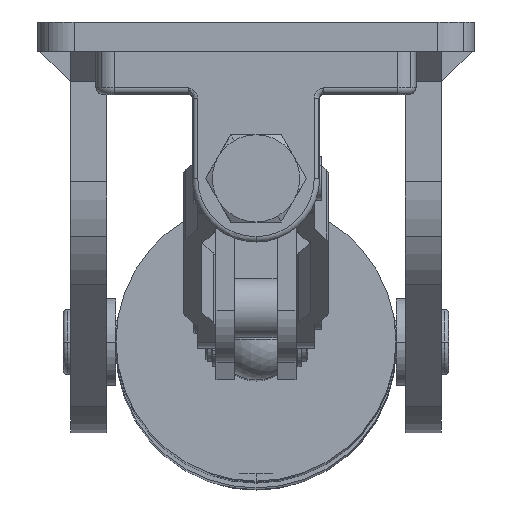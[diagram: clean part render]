
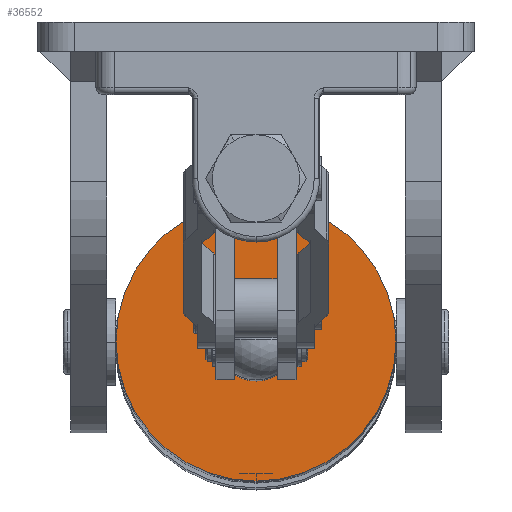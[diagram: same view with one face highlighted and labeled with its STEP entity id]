
A CAD part, left-side view. The second image highlights one B-rep face of the part: STEP entity #36552.
In plain terms, the highlighted face is planar.
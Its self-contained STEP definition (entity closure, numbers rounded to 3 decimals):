
#35035=CARTESIAN_POINT('',(-15.834,31.753,0.0));
#35036=VERTEX_POINT('',#35035);
#35045=CARTESIAN_POINT('',(-15.834,-45.247,0.));
#35046=VERTEX_POINT('',#35045);
#35047=CARTESIAN_POINT('',(-15.834,-6.747,0.0));
#35048=DIRECTION('',(1.0,0.0,0.0));
#35049=DIRECTION('',(0.0,1.0,0.0));
#35050=AXIS2_PLACEMENT_3D('',#35047,#35048,#35049);
#35051=CIRCLE('',#35050,38.5);
#35052=EDGE_CURVE('',#35036,#35046,#35051,.T.);
#35217=CARTESIAN_POINT('',(-15.834,4.253,0.0));
#35218=VERTEX_POINT('',#35217);
#35260=CARTESIAN_POINT('',(-15.834,-17.747,0.));
#35261=VERTEX_POINT('',#35260);
#35268=CARTESIAN_POINT('',(-15.834,-6.747,0.0));
#35269=DIRECTION('',(1.0,0.0,0.0));
#35270=DIRECTION('',(0.0,1.0,0.0));
#35271=AXIS2_PLACEMENT_3D('',#35268,#35269,#35270);
#35272=CIRCLE('',#35271,11.0);
#35273=EDGE_CURVE('',#35218,#35261,#35272,.T.);
#36498=CARTESIAN_POINT('',(-15.834,-6.747,0.0));
#36499=DIRECTION('',(1.0,0.0,0.0));
#36500=DIRECTION('',(0.0,1.0,0.0));
#36501=AXIS2_PLACEMENT_3D('',#36498,#36499,#36500);
#36502=CIRCLE('',#36501,11.0);
#36503=EDGE_CURVE('',#35261,#35218,#36502,.T.);
#36533=CARTESIAN_POINT('',(-15.834,18.003,0.0));
#36534=DIRECTION('',(-1.0,0.0,0.0));
#36535=DIRECTION('',(0.0,0.0,1.0));
#36536=AXIS2_PLACEMENT_3D('',#36533,#36534,#36535);
#36537=PLANE('',#36536);
#36538=ORIENTED_EDGE('',*,*,#35052,.F.);
#36539=CARTESIAN_POINT('',(-15.834,-6.747,0.0));
#36540=DIRECTION('',(1.0,0.0,0.0));
#36541=DIRECTION('',(0.0,1.0,0.0));
#36542=AXIS2_PLACEMENT_3D('',#36539,#36540,#36541);
#36543=CIRCLE('',#36542,38.5);
#36544=EDGE_CURVE('',#35046,#35036,#36543,.T.);
#36545=ORIENTED_EDGE('',*,*,#36544,.F.);
#36546=EDGE_LOOP('',(#36538,#36545));
#36547=FACE_OUTER_BOUND('',#36546,.T.);
#36548=ORIENTED_EDGE('',*,*,#35273,.T.);
#36549=ORIENTED_EDGE('',*,*,#36503,.T.);
#36550=EDGE_LOOP('',(#36548,#36549));
#36551=FACE_BOUND('',#36550,.T.);
#36552=ADVANCED_FACE('',(#36547,#36551),#36537,.T.);
